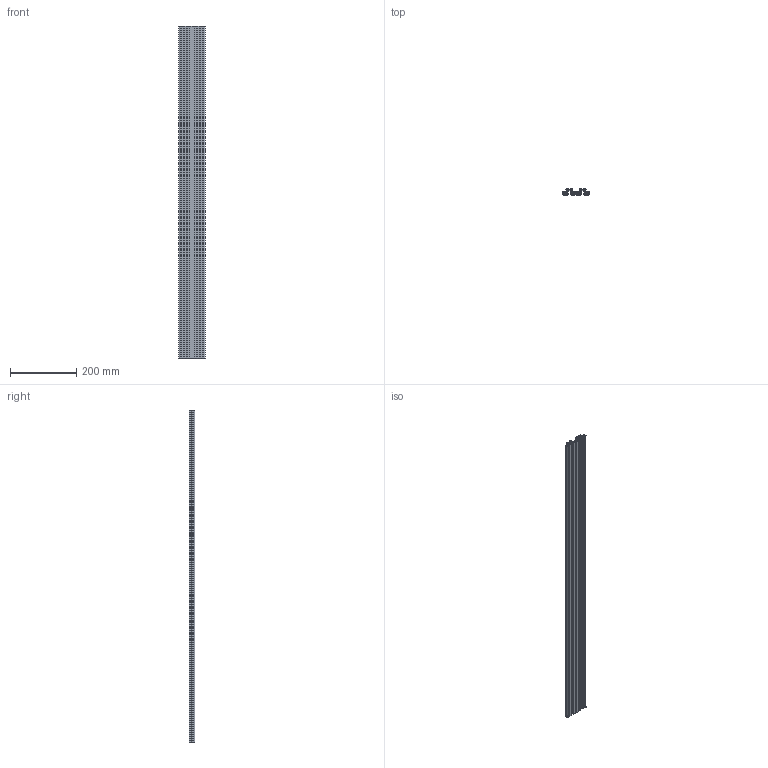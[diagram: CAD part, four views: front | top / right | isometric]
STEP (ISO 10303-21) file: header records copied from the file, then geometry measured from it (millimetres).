
FILE_DESCRIPTION(/* description */ (''),/* implementation_level */ '2;1');
FILE_NAME(/* name */ '10483_KriTec_Traegerprofil_80_mit_Nuten_8.stp',/* time_stamp */ '2020-03-24T14:22:57+01:00',/* author */ ('Nell'),/* organization */ (''),/* preprocessor_version */ 'ST-DEVELOPER v17',/* originating_system */ 'Autodesk Inventor 2018',/* authorisation */ '');
FILE_SCHEMA (('AUTOMOTIVE_DESIGN { 1 0 10303 214 3 1 1 }','PROCESS_PLANNING_SCHEMA'));
Length unit declared in the file: millimetre
Products named in the file (1): 10483_KriTec_Traegerprofil_80_mit_Nuten_8
Bounding box: 80 x 16.5 x 1000 mm (x, y, z)
Volume: 404125.3 mm3; surface area: 427860.8 mm2
Topology: 1 solids, 1 shells, 210 faces, 624 edges, 416 vertices
Faces by surface type: plane 114, cylinder 96
Entity records: 7119 total; most frequent: CARTESIAN_POINT 1251, ORIENTED_EDGE 1248, DIRECTION 1238, EDGE_CURVE 624, LINE 432, VECTOR 432, VERTEX_POINT 416, AXIS2_PLACEMENT_3D 403
